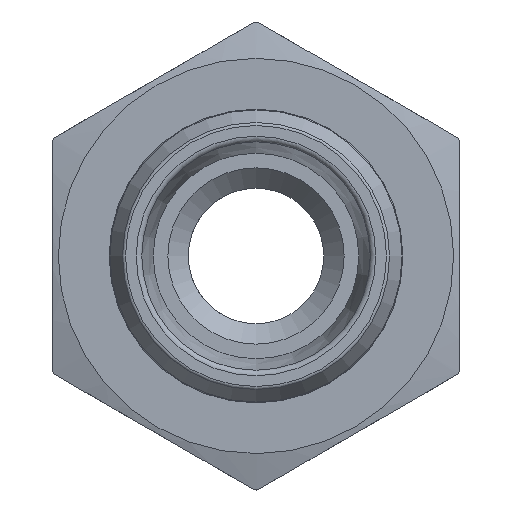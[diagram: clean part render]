
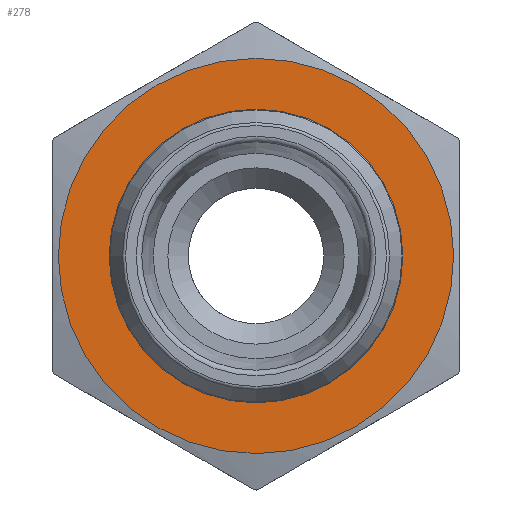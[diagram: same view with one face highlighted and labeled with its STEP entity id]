
A CAD part, left-side view. The second image highlights one B-rep face of the part: STEP entity #278.
In plain terms, the highlighted planar face has unit normal (-1, 0, 0).
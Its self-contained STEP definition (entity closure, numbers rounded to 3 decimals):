
#139=FACE_BOUND('',#361,.T.);
#140=FACE_BOUND('',#362,.T.);
#230=CIRCLE('',#776,17.5);
#231=CIRCLE('',#778,12.85);
#278=ADVANCED_FACE('',(#139,#140),#313,.F.);
#313=PLANE('',#779);
#361=EDGE_LOOP('',(#509));
#362=EDGE_LOOP('',(#510));
#509=ORIENTED_EDGE('',*,*,#684,.T.);
#510=ORIENTED_EDGE('',*,*,#683,.F.);
#610=VERTEX_POINT('',#1223);
#611=VERTEX_POINT('',#1226);
#683=EDGE_CURVE('',#610,#610,#230,.T.);
#684=EDGE_CURVE('',#611,#611,#231,.T.);
#776=AXIS2_PLACEMENT_3D('',#1222,#928,#929);
#778=AXIS2_PLACEMENT_3D('',#1225,#932,#933);
#779=AXIS2_PLACEMENT_3D('',#1227,#934,#935);
#928=DIRECTION('',(1.,0.,0.));
#929=DIRECTION('',(0.,0.,1.));
#932=DIRECTION('',(1.,0.,0.));
#933=DIRECTION('',(0.,0.,1.));
#934=DIRECTION('',(1.,0.,0.));
#935=DIRECTION('',(0.,0.,-1.));
#1222=CARTESIAN_POINT('',(12.,0.,0.));
#1223=CARTESIAN_POINT('',(12.,0.,17.5));
#1225=CARTESIAN_POINT('',(12.,0.,0.));
#1226=CARTESIAN_POINT('',(12.,0.,12.85));
#1227=CARTESIAN_POINT('',(12.,-17.5,0.));
